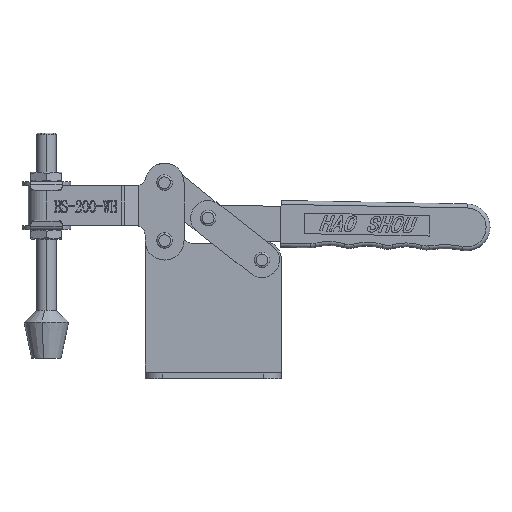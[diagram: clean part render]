
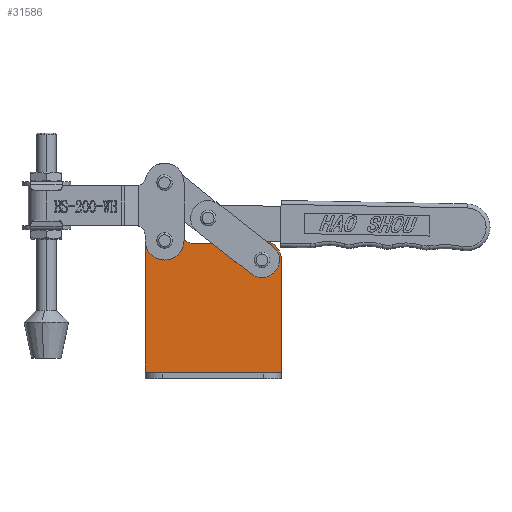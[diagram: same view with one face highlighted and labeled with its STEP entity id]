
A CAD part, top view. The second image highlights one B-rep face of the part: STEP entity #31586.
In plain terms, the highlighted planar face has unit normal (0, 0, 1).
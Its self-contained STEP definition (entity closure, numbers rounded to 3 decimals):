
#1296 = AXIS2_PLACEMENT_3D ( 'NONE', #11797, #11801, #11794 ) ;
#3887 = EDGE_LOOP ( 'NONE', ( #16560, #16559 ) ) ;
#4402 = EDGE_LOOP ( 'NONE', ( #16563, #16562 ) ) ;
#4439 = EDGE_LOOP ( 'NONE', ( #16558, #16556, #16555, #16553, #16551, #16550, #16549 ) ) ;
#5438 = AXIS2_PLACEMENT_3D ( 'NONE', #34257, #34256, #34255 ) ;
#5440 = AXIS2_PLACEMENT_3D ( 'NONE', #34250, #34249, #34248 ) ;
#5442 = AXIS2_PLACEMENT_3D ( 'NONE', #34243, #34242, #34241 ) ;
#5446 = AXIS2_PLACEMENT_3D ( 'NONE', #34208, #34207, #34206 ) ;
#5447 = AXIS2_PLACEMENT_3D ( 'NONE', #34204, #34203, #34202 ) ;
#5479 = AXIS2_PLACEMENT_3D ( 'NONE', #33943, #35243, #32522 ) ;
#5492 = AXIS2_PLACEMENT_3D ( 'NONE', #30177, #30176, #30175 ) ;
#5923 = FACE_BOUND ( 'NONE', #3887, .T. ) ;
#5928 = FACE_BOUND ( 'NONE', #4402, .T. ) ;
#5931 = FACE_OUTER_BOUND ( 'NONE', #4439, .T. ) ;
#11794 = DIRECTION ( 'NONE',  ( -1., 0., 0. ) ) ;
#11796 = PLANE ( 'NONE',  #1296 ) ;
#11797 = CARTESIAN_POINT ( 'NONE',  ( 10., 68., 0. ) ) ;
#11801 = DIRECTION ( 'NONE',  ( 0., 0., -1. ) ) ;
#16126 = VERTEX_POINT ( 'NONE', #30895 ) ;
#16127 = VERTEX_POINT ( 'NONE', #30894 ) ;
#16128 = VERTEX_POINT ( 'NONE', #30890 ) ;
#16133 = VERTEX_POINT ( 'NONE', #30884 ) ;
#16134 = VERTEX_POINT ( 'NONE', #30883 ) ;
#16140 = VERTEX_POINT ( 'NONE', #30867 ) ;
#16141 = VERTEX_POINT ( 'NONE', #30866 ) ;
#16142 = VERTEX_POINT ( 'NONE', #30865 ) ;
#16143 = VERTEX_POINT ( 'NONE', #30863 ) ;
#16144 = VERTEX_POINT ( 'NONE', #30862 ) ;
#16145 = VERTEX_POINT ( 'NONE', #30861 ) ;
#16549 = ORIENTED_EDGE ( 'NONE', *, *, #17751, .T. ) ;
#16550 = ORIENTED_EDGE ( 'NONE', *, *, #17750, .T. ) ;
#16551 = ORIENTED_EDGE ( 'NONE', *, *, #17749, .T. ) ;
#16553 = ORIENTED_EDGE ( 'NONE', *, *, #17753, .T. ) ;
#16555 = ORIENTED_EDGE ( 'NONE', *, *, #17731, .T. ) ;
#16556 = ORIENTED_EDGE ( 'NONE', *, *, #17861, .T. ) ;
#16558 = ORIENTED_EDGE ( 'NONE', *, *, #17732, .F. ) ;
#16559 = ORIENTED_EDGE ( 'NONE', *, *, #17830, .F. ) ;
#16560 = ORIENTED_EDGE ( 'NONE', *, *, #17734, .F. ) ;
#16562 = ORIENTED_EDGE ( 'NONE', *, *, #17863, .F. ) ;
#16563 = ORIENTED_EDGE ( 'NONE', *, *, #17736, .F. ) ;
#16577 = VECTOR ( 'NONE', #34197, 1000. ) ;
#16581 = VECTOR ( 'NONE', #34209, 1000. ) ;
#16584 = LINE ( 'NONE', #34210, #16581 ) ;
#16585 = CIRCLE ( 'NONE', #5447, 10. ) ;
#16587 = LINE ( 'NONE', #34205, #16577 ) ;
#16589 = CIRCLE ( 'NONE', #5446, 5. ) ;
#16630 = CIRCLE ( 'NONE', #5442, 3.2 ) ;
#16639 = VECTOR ( 'NONE', #34262, 1000. ) ;
#16641 = CIRCLE ( 'NONE', #5440, 3.2 ) ;
#16647 = CIRCLE ( 'NONE', #5438, 10. ) ;
#16725 = LINE ( 'NONE', #34258, #16639 ) ;
#16924 = CIRCLE ( 'NONE', #5492, 3.2 ) ;
#16925 = VECTOR ( 'NONE', #30183, 1000. ) ;
#16930 = LINE ( 'NONE', #30184, #16925 ) ;
#17022 = CIRCLE ( 'NONE', #5479, 3.2 ) ;
#17731 = EDGE_CURVE ( 'NONE', #16142, #16134, #16647, .T. ) ;
#17732 = EDGE_CURVE ( 'NONE', #16143, #16133, #16725, .T. ) ;
#17734 = EDGE_CURVE ( 'NONE', #16144, #16145, #16641, .T. ) ;
#17736 = EDGE_CURVE ( 'NONE', #16140, #16141, #16630, .T. ) ;
#17749 = EDGE_CURVE ( 'NONE', #16128, #16127, #16589, .T. ) ;
#17750 = EDGE_CURVE ( 'NONE', #16127, #16126, #16585, .T. ) ;
#17751 = EDGE_CURVE ( 'NONE', #16126, #16133, #16584, .T. ) ;
#17753 = EDGE_CURVE ( 'NONE', #16134, #16128, #16587, .T. ) ;
#17830 = EDGE_CURVE ( 'NONE', #16145, #16144, #17022, .T. ) ;
#17861 = EDGE_CURVE ( 'NONE', #16143, #16142, #16930, .T. ) ;
#17863 = EDGE_CURVE ( 'NONE', #16141, #16140, #16924, .T. ) ;
#30175 = DIRECTION ( 'NONE',  ( 1., 0., 0. ) ) ;
#30176 = DIRECTION ( 'NONE',  ( 0., 0., 1. ) ) ;
#30177 = CARTESIAN_POINT ( 'NONE',  ( 10., 68., 0. ) ) ;
#30183 = DIRECTION ( 'NONE',  ( 0., 1., 0. ) ) ;
#30184 = CARTESIAN_POINT ( 'NONE',  ( 70., 58., 0. ) ) ;
#30861 = CARTESIAN_POINT ( 'NONE',  ( 56.8, 58., 0. ) ) ;
#30862 = CARTESIAN_POINT ( 'NONE',  ( 63.2, 58., 0. ) ) ;
#30863 = CARTESIAN_POINT ( 'NONE',  ( 70., 0.5, 0. ) ) ;
#30865 = CARTESIAN_POINT ( 'NONE',  ( 70., 58., 0. ) ) ;
#30866 = CARTESIAN_POINT ( 'NONE',  ( 6.8, 68., 0. ) ) ;
#30867 = CARTESIAN_POINT ( 'NONE',  ( 13.2, 68., 0. ) ) ;
#30883 = CARTESIAN_POINT ( 'NONE',  ( 54.897, 66.6, 0. ) ) ;
#30884 = CARTESIAN_POINT ( 'NONE',  ( 0., 0.5, 0. ) ) ;
#30890 = CARTESIAN_POINT ( 'NONE',  ( 24.562, 66.6, 0. ) ) ;
#30894 = CARTESIAN_POINT ( 'NONE',  ( 19.708, 70.4, 0. ) ) ;
#30895 = CARTESIAN_POINT ( 'NONE',  ( 0., 68., 0. ) ) ;
#31586 = ADVANCED_FACE ( 'NONE', ( #5928, #5923, #5931 ), #11796, .F. ) ;
#32522 = DIRECTION ( 'NONE',  ( 1., 0., 0. ) ) ;
#33943 = CARTESIAN_POINT ( 'NONE',  ( 60., 58., 0. ) ) ;
#34197 = DIRECTION ( 'NONE',  ( -1., 0., 0. ) ) ;
#34202 = DIRECTION ( 'NONE',  ( -1., 0., 0. ) ) ;
#34203 = DIRECTION ( 'NONE',  ( 0., 0., 1. ) ) ;
#34204 = CARTESIAN_POINT ( 'NONE',  ( 10., 68., 0. ) ) ;
#34205 = CARTESIAN_POINT ( 'NONE',  ( 24.562, 66.6, 0. ) ) ;
#34206 = DIRECTION ( 'NONE',  ( 1., 0., 0. ) ) ;
#34207 = DIRECTION ( 'NONE',  ( 0., 0., -1. ) ) ;
#34208 = CARTESIAN_POINT ( 'NONE',  ( 24.562, 71.6, 0. ) ) ;
#34209 = DIRECTION ( 'NONE',  ( 0., -1., 0. ) ) ;
#34210 = CARTESIAN_POINT ( 'NONE',  ( 0., 0., 0. ) ) ;
#34241 = DIRECTION ( 'NONE',  ( 1., 0., 0. ) ) ;
#34242 = DIRECTION ( 'NONE',  ( 0., 0., 1. ) ) ;
#34243 = CARTESIAN_POINT ( 'NONE',  ( 10., 68., 0. ) ) ;
#34248 = DIRECTION ( 'NONE',  ( 1., 0., 0. ) ) ;
#34249 = DIRECTION ( 'NONE',  ( 0., 0., 1. ) ) ;
#34250 = CARTESIAN_POINT ( 'NONE',  ( 60., 58., 0. ) ) ;
#34255 = DIRECTION ( 'NONE',  ( -1., 0., 0. ) ) ;
#34256 = DIRECTION ( 'NONE',  ( 0., 0., 1. ) ) ;
#34257 = CARTESIAN_POINT ( 'NONE',  ( 60., 58., 0. ) ) ;
#34258 = CARTESIAN_POINT ( 'NONE',  ( 70., 0.5, 0. ) ) ;
#34262 = DIRECTION ( 'NONE',  ( -1., 0., 0. ) ) ;
#35243 = DIRECTION ( 'NONE',  ( 0., 0., 1. ) ) ;
